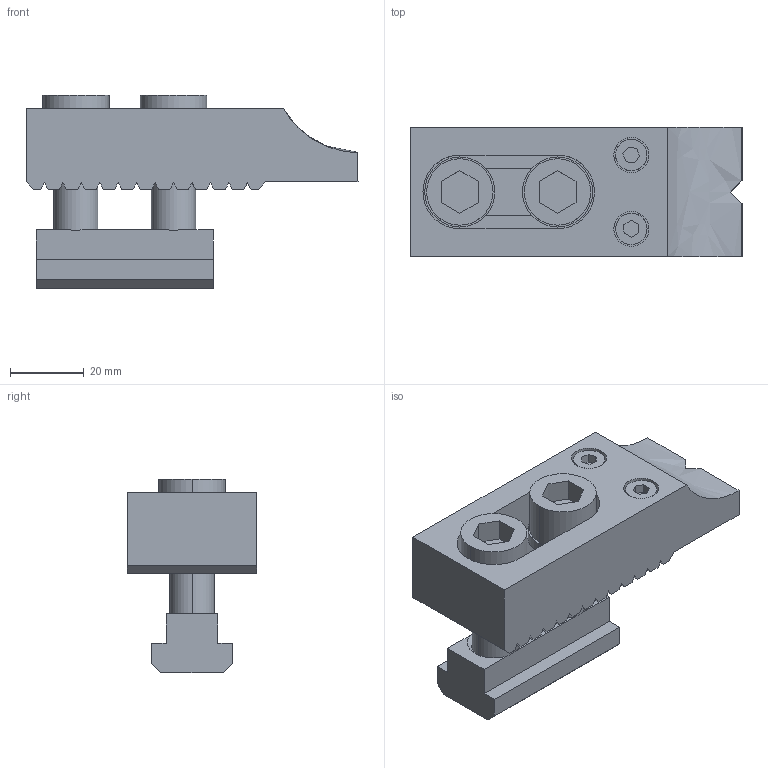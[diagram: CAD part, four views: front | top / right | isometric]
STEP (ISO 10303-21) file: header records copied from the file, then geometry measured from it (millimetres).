
FILE_DESCRIPTION (( 'STEP AP203' ), '1' );
FILE_NAME ('bj201-12122t.STEP', '2021-10-25T01:20:35', ( '' ), ( '' ), 'SwSTEP 2.0', 'SolidWorks 2020', '' );
FILE_SCHEMA (( 'CONFIG_CONTROL_DESIGN' ));
Length unit declared in the file: millimetre
Products named in the file (7): bj201-12122t_05; bj201-12122t_06; bj201-12122t; bj201-12122t_03; bj201-12122t_02; bj201-12122t_04; bj201-12122t_01
Assembly tree (6 placements, depth 2):
  bj201-12122t
    bj201-12122t_01
    bj201-12122t_02
    bj201-12122t_03
    bj201-12122t_04
    bj201-12122t_05
    bj201-12122t_06
Bounding box: 90 x 35 x 52.5 mm (x, y, z)
Volume: 69272.1 mm3; surface area: 25076.6 mm2
Topology: 6 solids, 6 shells, 185 faces, 543 edges, 378 vertices
Faces by surface type: plane 138, cylinder 26, bspline 13, cone 8
Entity records: 7502 total; most frequent: CARTESIAN_POINT 2206, ORIENTED_EDGE 1086, DIRECTION 757, EDGE_CURVE 543, VERTEX_POINT 378, LINE 259, VECTOR 259, AXIS2_PLACEMENT_3D 249
